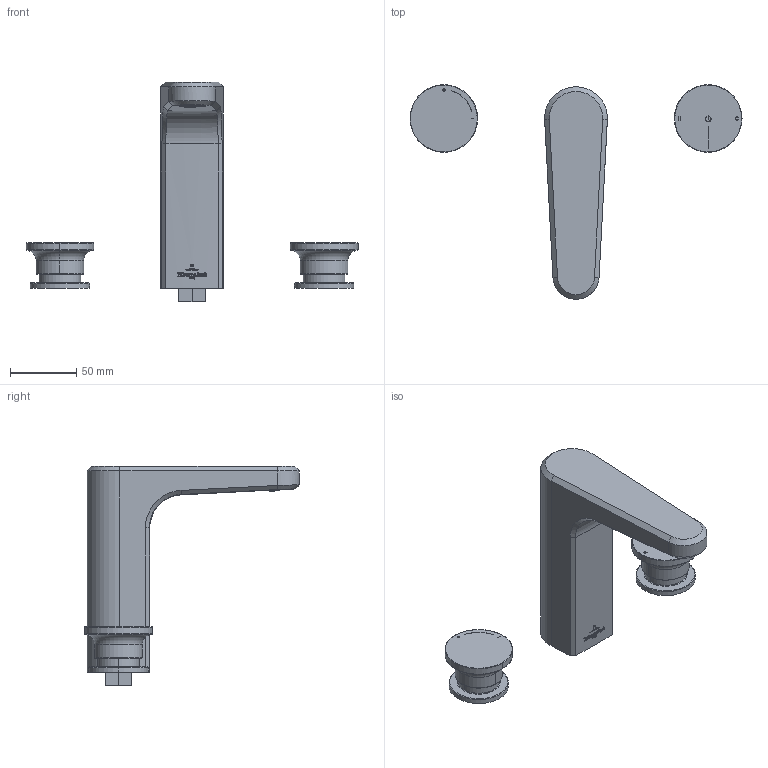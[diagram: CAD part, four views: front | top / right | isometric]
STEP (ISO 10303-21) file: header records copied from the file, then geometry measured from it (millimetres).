
FILE_DESCRIPTION((''),'2;1');
FILE_NAME('TVW117003000_3DPL','2026-02-05T09:29:57',('HristovG'),('AMERICAN STANDARD B&K'),'CREO PARAMETRIC BY PTC INC, 2024253','CREO PARAMETRIC BY PTC INC, 2024253','');
FILE_SCHEMA(('AP242_MANAGED_MODEL_BASED_3D_ENGINEERING_MIM_LF { 1 0 10303 442 1 1 4 }'));
Products named in the file (1): TVW117003000_3DPL
Bounding box: 251.2 x 162.6 x 166 mm (x, y, z)
Volume: 484017.2 mm3; surface area: 61550.6 mm2
Topology: 3 solids, 6 shells, 1126 faces, 2970 edges, 1967 vertices
Faces by surface type: cylinder 538, plane 388, bspline 123, torus 41, extrusion 26, cone 8, sphere 2
Entity records: 56194 total; most frequent: CARTESIAN_POINT 21465, ORIENTED_EDGE 5926, DIRECTION 4600, EDGE_CURVE 2969, VERTEX_POINT 1965, VECTOR 1770, LINE 1744, AXIS2_PLACEMENT_3D 1415
